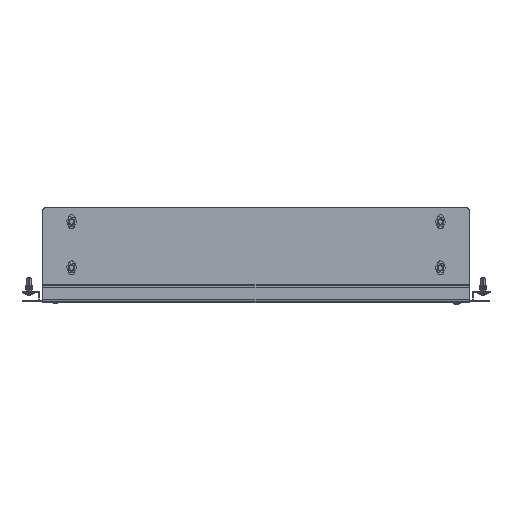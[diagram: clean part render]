
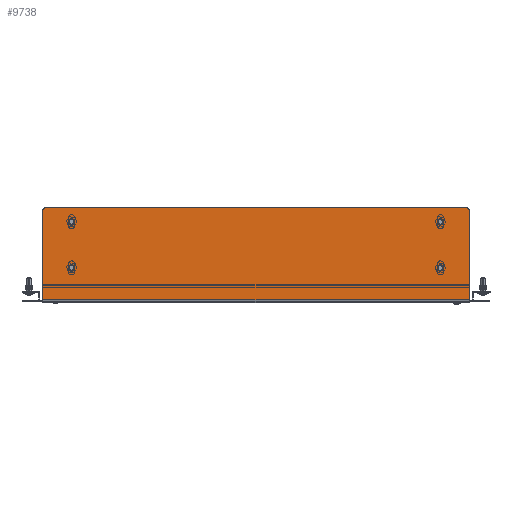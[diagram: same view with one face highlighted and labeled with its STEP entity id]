
A CAD part, front view. The second image highlights one B-rep face of the part: STEP entity #9738.
In plain terms, the highlighted planar face has unit normal (0, -1, 0).
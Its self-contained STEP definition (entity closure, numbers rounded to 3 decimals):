
#42 = CARTESIAN_POINT ( 'NONE',  ( 301., 0., 0. ) ) ;
#369 = CIRCLE ( 'NONE', #18168, 4.5 ) ;
#734 = DIRECTION ( 'NONE',  ( -1., 0., 0. ) ) ;
#775 = CARTESIAN_POINT ( 'NONE',  ( 301., 0., 134. ) ) ;
#783 = ORIENTED_EDGE ( 'NONE', *, *, #29076, .T. ) ;
#822 = CARTESIAN_POINT ( 'NONE',  ( 260., 0., 53.5 ) ) ;
#926 = CARTESIAN_POINT ( 'NONE',  ( 301., 0., 4. ) ) ;
#1165 = DIRECTION ( 'NONE',  ( 0., 1., 0. ) ) ;
#1295 = EDGE_CURVE ( 'NONE', #19257, #28346, #33645, .T. ) ;
#1925 = DIRECTION ( 'NONE',  ( 0., 1., 0. ) ) ;
#2196 = CARTESIAN_POINT ( 'NONE',  ( 301., 0., 129. ) ) ;
#2531 = EDGE_CURVE ( 'NONE', #32852, #4589, #6525, .T. ) ;
#2537 = EDGE_CURVE ( 'NONE', #4589, #32852, #33197, .T. ) ;
#2695 = CARTESIAN_POINT ( 'NONE',  ( 301., 0., 0. ) ) ;
#3026 = LINE ( 'NONE', #42, #11632 ) ;
#3065 = CIRCLE ( 'NONE', #18500, 4.5 ) ;
#3485 = DIRECTION ( 'NONE',  ( 0., 1., 0. ) ) ;
#3521 = LINE ( 'NONE', #926, #6198 ) ;
#3770 = VERTEX_POINT ( 'NONE', #2196 ) ;
#3806 = DIRECTION ( 'NONE',  ( 0., -1., 0. ) ) ;
#3948 = CARTESIAN_POINT ( 'NONE',  ( -296., 0., 134. ) ) ;
#4348 = DIRECTION ( 'NONE',  ( 0., 0., 1. ) ) ;
#4350 = VERTEX_POINT ( 'NONE', #822 ) ;
#4589 = VERTEX_POINT ( 'NONE', #33659 ) ;
#5148 = ORIENTED_EDGE ( 'NONE', *, *, #5260, .T. ) ;
#5260 = EDGE_CURVE ( 'NONE', #4350, #28810, #3065, .T. ) ;
#5287 = PLANE ( 'NONE',  #33524 ) ;
#5963 = LINE ( 'NONE', #775, #31606 ) ;
#6033 = CARTESIAN_POINT ( 'NONE',  ( 260., 0., 118.5 ) ) ;
#6040 = AXIS2_PLACEMENT_3D ( 'NONE', #15319, #26661, #12537 ) ;
#6075 = AXIS2_PLACEMENT_3D ( 'NONE', #17341, #3806, #15109 ) ;
#6198 = VECTOR ( 'NONE', #734, 1000. ) ;
#6461 = DIRECTION ( 'NONE',  ( 0., 0., 1. ) ) ;
#6521 = EDGE_CURVE ( 'NONE', #24078, #27819, #10006, .T. ) ;
#6525 = CIRCLE ( 'NONE', #32008, 4.5 ) ;
#7671 = AXIS2_PLACEMENT_3D ( 'NONE', #16831, #22575, #33548 ) ;
#7870 = EDGE_CURVE ( 'NONE', #29801, #27819, #3521, .T. ) ;
#8246 = FACE_BOUND ( 'NONE', #21175, .T. ) ;
#9084 = ORIENTED_EDGE ( 'NONE', *, *, #17262, .T. ) ;
#9202 = CARTESIAN_POINT ( 'NONE',  ( -260., 0., 49. ) ) ;
#9259 = DIRECTION ( 'NONE',  ( 0., 0., -1. ) ) ;
#9624 = ORIENTED_EDGE ( 'NONE', *, *, #7870, .F. ) ;
#9738 = ADVANCED_FACE ( 'NONE', ( #33699, #8246, #11406, #31093, #30904 ), #5287, .F. ) ;
#9778 = ORIENTED_EDGE ( 'NONE', *, *, #35412, .T. ) ;
#9951 = ORIENTED_EDGE ( 'NONE', *, *, #2531, .T. ) ;
#10006 = LINE ( 'NONE', #20611, #22109 ) ;
#11406 = FACE_BOUND ( 'NONE', #29526, .T. ) ;
#11417 = CIRCLE ( 'NONE', #6075, 5. ) ;
#11632 = VECTOR ( 'NONE', #36413, 1000. ) ;
#12529 = ORIENTED_EDGE ( 'NONE', *, *, #16954, .T. ) ;
#12537 = DIRECTION ( 'NONE',  ( 0., 0., 1. ) ) ;
#13224 = CIRCLE ( 'NONE', #17982, 4.5 ) ;
#13483 = DIRECTION ( 'NONE',  ( 0., 1., 0. ) ) ;
#14252 = ORIENTED_EDGE ( 'NONE', *, *, #2537, .T. ) ;
#15109 = DIRECTION ( 'NONE',  ( 0., 0., 1. ) ) ;
#15319 = CARTESIAN_POINT ( 'NONE',  ( 260., 0., 114. ) ) ;
#15424 = AXIS2_PLACEMENT_3D ( 'NONE', #33163, #13483, #35744 ) ;
#16005 = CARTESIAN_POINT ( 'NONE',  ( -260., 0., 114. ) ) ;
#16605 = VERTEX_POINT ( 'NONE', #33155 ) ;
#16831 = CARTESIAN_POINT ( 'NONE',  ( -296., 0., 129. ) ) ;
#16954 = EDGE_CURVE ( 'NONE', #3770, #36097, #11417, .T. ) ;
#17262 = EDGE_CURVE ( 'NONE', #36097, #28589, #5963, .T. ) ;
#17318 = CIRCLE ( 'NONE', #6040, 4.5 ) ;
#17341 = CARTESIAN_POINT ( 'NONE',  ( 296., 0., 129. ) ) ;
#17439 = CARTESIAN_POINT ( 'NONE',  ( -260., 0., 118.5 ) ) ;
#17457 = CARTESIAN_POINT ( 'NONE',  ( -301., 0., 129. ) ) ;
#17589 = DIRECTION ( 'NONE',  ( 0., 0., 1. ) ) ;
#17669 = ORIENTED_EDGE ( 'NONE', *, *, #6521, .T. ) ;
#17873 = ORIENTED_EDGE ( 'NONE', *, *, #1295, .T. ) ;
#17907 = EDGE_CURVE ( 'NONE', #21239, #16605, #17318, .T. ) ;
#17982 = AXIS2_PLACEMENT_3D ( 'NONE', #34464, #20375, #17589 ) ;
#18146 = DIRECTION ( 'NONE',  ( 0., 0., 1. ) ) ;
#18168 = AXIS2_PLACEMENT_3D ( 'NONE', #34554, #1165, #31594 ) ;
#18252 = EDGE_LOOP ( 'NONE', ( #9084, #35286, #17669, #9624, #33628, #12529 ) ) ;
#18500 = AXIS2_PLACEMENT_3D ( 'NONE', #31923, #32097, #6461 ) ;
#18832 = EDGE_LOOP ( 'NONE', ( #17873, #9778 ) ) ;
#19257 = VERTEX_POINT ( 'NONE', #22178 ) ;
#19417 = DIRECTION ( 'NONE',  ( 0., 0., 1. ) ) ;
#20375 = DIRECTION ( 'NONE',  ( 0., 1., 0. ) ) ;
#20611 = CARTESIAN_POINT ( 'NONE',  ( -301., 0., 0. ) ) ;
#21175 = EDGE_LOOP ( 'NONE', ( #22753, #32646 ) ) ;
#21239 = VERTEX_POINT ( 'NONE', #6033 ) ;
#22109 = VECTOR ( 'NONE', #9259, 1000. ) ;
#22178 = CARTESIAN_POINT ( 'NONE',  ( -260., 0., 53.5 ) ) ;
#22235 = EDGE_CURVE ( 'NONE', #28589, #24078, #27806, .T. ) ;
#22575 = DIRECTION ( 'NONE',  ( 0., -1., 0. ) ) ;
#22753 = ORIENTED_EDGE ( 'NONE', *, *, #17907, .T. ) ;
#24078 = VERTEX_POINT ( 'NONE', #17457 ) ;
#24557 = DIRECTION ( 'NONE',  ( 0., 0., 1. ) ) ;
#25057 = CARTESIAN_POINT ( 'NONE',  ( 260., 0., 44.5 ) ) ;
#26022 = DIRECTION ( 'NONE',  ( -1., 0., 0. ) ) ;
#26661 = DIRECTION ( 'NONE',  ( 0., 1., 0. ) ) ;
#27806 = CIRCLE ( 'NONE', #7671, 5. ) ;
#27819 = VERTEX_POINT ( 'NONE', #30835 ) ;
#28346 = VERTEX_POINT ( 'NONE', #29066 ) ;
#28589 = VERTEX_POINT ( 'NONE', #3948 ) ;
#28810 = VERTEX_POINT ( 'NONE', #25057 ) ;
#29066 = CARTESIAN_POINT ( 'NONE',  ( -260., 0., 44.5 ) ) ;
#29076 = EDGE_CURVE ( 'NONE', #28810, #4350, #13224, .T. ) ;
#29526 = EDGE_LOOP ( 'NONE', ( #9951, #14252 ) ) ;
#29733 = CARTESIAN_POINT ( 'NONE',  ( 296., 0., 134. ) ) ;
#29801 = VERTEX_POINT ( 'NONE', #31555 ) ;
#30320 = CARTESIAN_POINT ( 'NONE',  ( -260., 0., 114. ) ) ;
#30510 = DIRECTION ( 'NONE',  ( 0., 1., 0. ) ) ;
#30835 = CARTESIAN_POINT ( 'NONE',  ( -301., 0., 4. ) ) ;
#30904 = FACE_OUTER_BOUND ( 'NONE', #18252, .T. ) ;
#31093 = FACE_BOUND ( 'NONE', #18832, .T. ) ;
#31454 = CIRCLE ( 'NONE', #15424, 4.5 ) ;
#31555 = CARTESIAN_POINT ( 'NONE',  ( 301., 0., 4. ) ) ;
#31594 = DIRECTION ( 'NONE',  ( 0., 0., 1. ) ) ;
#31606 = VECTOR ( 'NONE', #26022, 1000. ) ;
#31923 = CARTESIAN_POINT ( 'NONE',  ( 260., 0., 49. ) ) ;
#32008 = AXIS2_PLACEMENT_3D ( 'NONE', #30320, #30510, #24557 ) ;
#32097 = DIRECTION ( 'NONE',  ( 0., 1., 0. ) ) ;
#32180 = EDGE_CURVE ( 'NONE', #3770, #29801, #3026, .T. ) ;
#32410 = EDGE_CURVE ( 'NONE', #16605, #21239, #369, .T. ) ;
#32646 = ORIENTED_EDGE ( 'NONE', *, *, #32410, .T. ) ;
#32852 = VERTEX_POINT ( 'NONE', #17439 ) ;
#33155 = CARTESIAN_POINT ( 'NONE',  ( 260., 0., 109.5 ) ) ;
#33163 = CARTESIAN_POINT ( 'NONE',  ( -260., 0., 49. ) ) ;
#33197 = CIRCLE ( 'NONE', #33799, 4.5 ) ;
#33323 = DIRECTION ( 'NONE',  ( 0., 1., 0. ) ) ;
#33524 = AXIS2_PLACEMENT_3D ( 'NONE', #2695, #33323, #19417 ) ;
#33548 = DIRECTION ( 'NONE',  ( 0., 0., 1. ) ) ;
#33628 = ORIENTED_EDGE ( 'NONE', *, *, #32180, .F. ) ;
#33645 = CIRCLE ( 'NONE', #36001, 4.5 ) ;
#33659 = CARTESIAN_POINT ( 'NONE',  ( -260., 0., 109.5 ) ) ;
#33699 = FACE_BOUND ( 'NONE', #34742, .T. ) ;
#33799 = AXIS2_PLACEMENT_3D ( 'NONE', #16005, #1925, #4348 ) ;
#34464 = CARTESIAN_POINT ( 'NONE',  ( 260., 0., 49. ) ) ;
#34554 = CARTESIAN_POINT ( 'NONE',  ( 260., 0., 114. ) ) ;
#34742 = EDGE_LOOP ( 'NONE', ( #5148, #783 ) ) ;
#35286 = ORIENTED_EDGE ( 'NONE', *, *, #22235, .T. ) ;
#35412 = EDGE_CURVE ( 'NONE', #28346, #19257, #31454, .T. ) ;
#35744 = DIRECTION ( 'NONE',  ( 0., 0., 1. ) ) ;
#36001 = AXIS2_PLACEMENT_3D ( 'NONE', #9202, #3485, #18146 ) ;
#36097 = VERTEX_POINT ( 'NONE', #29733 ) ;
#36413 = DIRECTION ( 'NONE',  ( 0., 0., -1. ) ) ;
